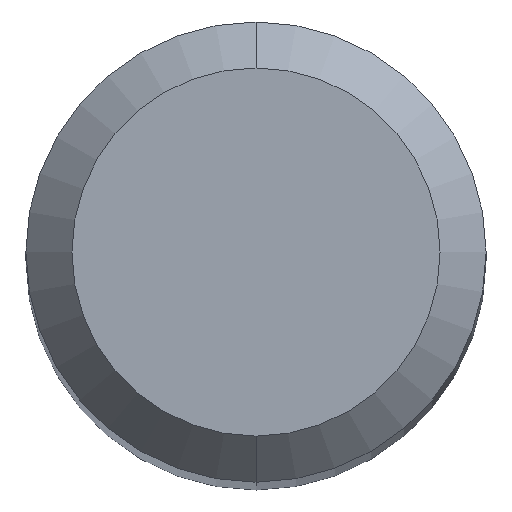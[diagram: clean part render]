
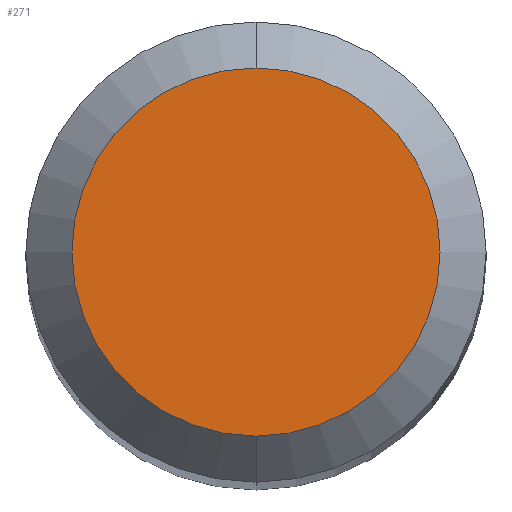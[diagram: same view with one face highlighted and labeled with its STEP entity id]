
A CAD part, top view. The second image highlights one B-rep face of the part: STEP entity #271.
In plain terms, the highlighted planar face has unit normal (0, 0, 1).
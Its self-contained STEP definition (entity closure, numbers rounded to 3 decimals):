
#177=EDGE_CURVE('',#263,#299,#484,.T.);
#263=VERTEX_POINT('',#579);
#271=ADVANCED_FACE('',(#587),#588,.T.);
#299=VERTEX_POINT('',#619);
#349=EDGE_CURVE('',#299,#263,#673,.T.);
#484=CIRCLE('',#814,1.2);
#579=CARTESIAN_POINT('',(0.0,1.2,0.0));
#587=FACE_OUTER_BOUND('',#982,.T.);
#588=PLANE('',#983);
#619=CARTESIAN_POINT('',(0.,-1.2,0.0));
#673=CIRCLE('',#1243,1.2);
#814=AXIS2_PLACEMENT_3D('',#1445,#1446,#1447);
#982=EDGE_LOOP('',(#1563,#1564));
#983=AXIS2_PLACEMENT_3D('',#1565,#1566,#1567);
#1243=AXIS2_PLACEMENT_3D('',#1654,#1655,#1656);
#1445=CARTESIAN_POINT('',(0.0,0.0,0.0));
#1446=DIRECTION('',(0.0,0.0,-1.0));
#1447=DIRECTION('',(0.0,1.0,0.0));
#1563=ORIENTED_EDGE('',*,*,#177,.F.);
#1564=ORIENTED_EDGE('',*,*,#349,.F.);
#1565=CARTESIAN_POINT('',(0.0,0.6,0.0));
#1566=DIRECTION('',(-0.0,0.0,1.0));
#1567=DIRECTION('',(0.0,-1.0,0.0));
#1654=CARTESIAN_POINT('',(0.0,0.0,0.0));
#1655=DIRECTION('',(0.0,0.0,-1.0));
#1656=DIRECTION('',(0.0,1.0,0.0));
